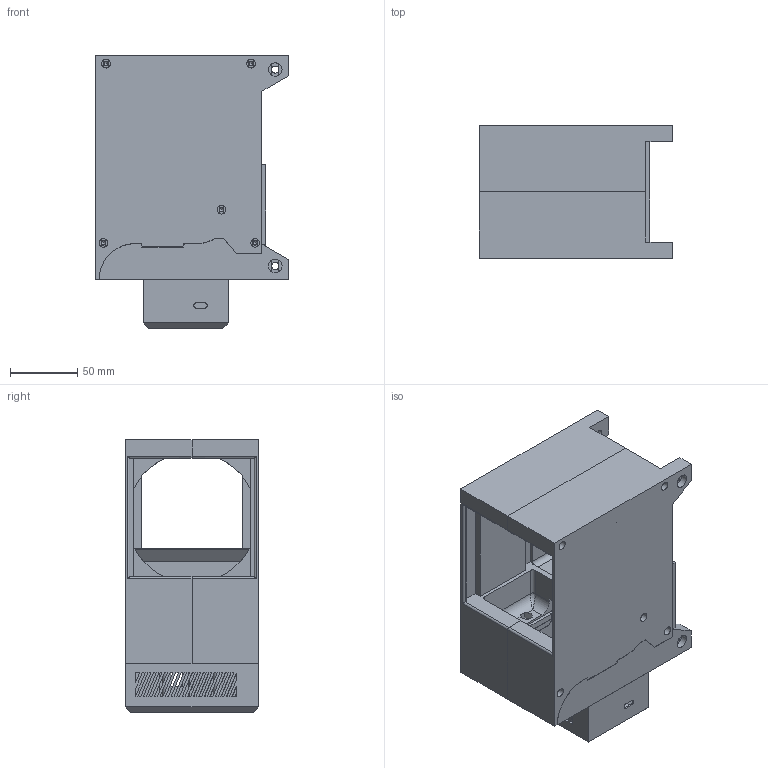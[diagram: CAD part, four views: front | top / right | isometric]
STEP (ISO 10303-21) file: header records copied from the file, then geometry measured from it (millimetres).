
FILE_DESCRIPTION(/* description */ (''),/* implementation_level */ '2;1');
FILE_NAME(/* name */ 'Noctua Peltier Dehumidifier v37.step',/* time_stamp */ '2025-04-26T07:18:03-04:00',/* author */ (''),/* organization */ (''),/* preprocessor_version */ 'ST-DEVELOPER v20.1',/* originating_system */ 'Autodesk Translation Framework v14.4.0.0',/* authorisation */ '');
FILE_SCHEMA (('AUTOMOTIVE_DESIGN { 1 0 10303 214 3 1 1 }'));
Length unit declared in the file: millimetre
Products named in the file (10): Noctua Peltier Dehumidifier; Housing; Housing Front; Seal Left; Seal Right; Electronics Cover; PCB Standoffs; Housing Right Half; Housing Left Half; Bottom Vent Slider
Assembly tree (9 placements, depth 4):
  Noctua Peltier Dehumidifier
    Housing
      Housing Front
        Seal Left
        Seal Right
        Electronics Cover
        PCB Standoffs
      Housing Right Half
      Housing Left Half
      Bottom Vent Slider
Bounding box: 143.8 x 98.7 x 202.7 mm (x, y, z)
Volume: 722887.9 mm3; surface area: 271057.1 mm2
Topology: 9 solids, 9 shells, 1172 faces, 3127 edges, 2008 vertices
Faces by surface type: plane 795, cylinder 234, bspline 72, cone 53, torus 12, sphere 6
Full cylindrical faces by diameter (mm): 2.8 x2, 3 x10, 3.3 x17, 3.6 x2, 4.5 x1, 5.3 x8, 6 x1, 6.4 x17, 8 x1, 10 x6
Entity records: 40112 total; most frequent: CARTESIAN_POINT 10531, ORIENTED_EDGE 6228, DIRECTION 5773, EDGE_CURVE 3114, LINE 2253, VECTOR 2253, VERTEX_POINT 2008, AXIS2_PLACEMENT_3D 1760
